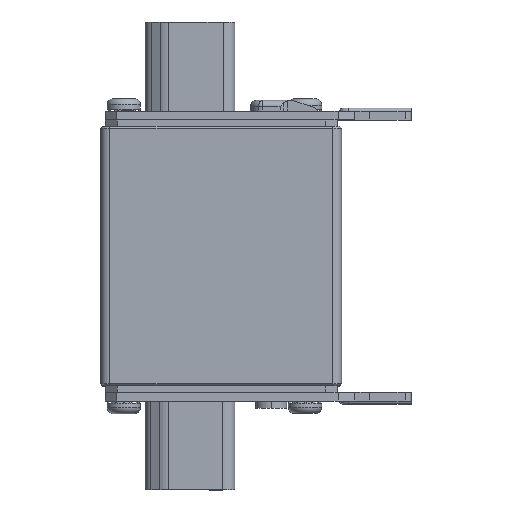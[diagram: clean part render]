
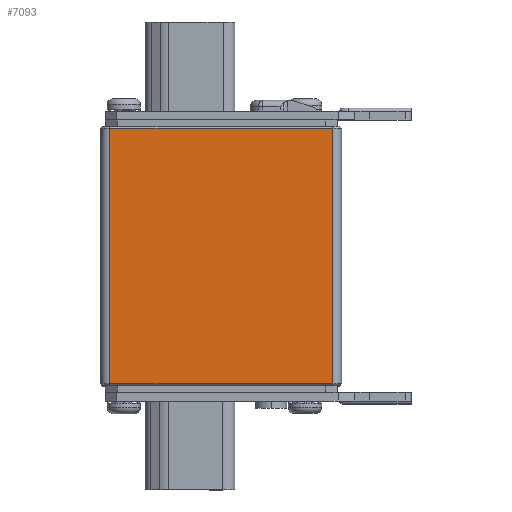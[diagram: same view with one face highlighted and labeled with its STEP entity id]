
A CAD part, top view. The second image highlights one B-rep face of the part: STEP entity #7093.
In plain terms, the highlighted planar face has unit normal (0, 0, 1).
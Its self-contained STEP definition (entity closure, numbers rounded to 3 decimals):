
#444 = CARTESIAN_POINT ( 'NONE',  ( 18.75, 21.85, 10.25 ) ) ;
#481 = VERTEX_POINT ( 'NONE', #4580 ) ;
#696 = CARTESIAN_POINT ( 'NONE',  ( -18.75, 21.85, 10.25 ) ) ;
#826 = LINE ( 'NONE', #444, #13109 ) ;
#1117 = ORIENTED_EDGE ( 'NONE', *, *, #3941, .T. ) ;
#1819 = EDGE_CURVE ( 'NONE', #2565, #481, #10681, .T. ) ;
#2199 = DIRECTION ( 'NONE',  ( 0., 0., -1. ) ) ;
#2565 = VERTEX_POINT ( 'NONE', #8785 ) ;
#2630 = CARTESIAN_POINT ( 'NONE',  ( -18.75, 21.5, 10.25 ) ) ;
#2717 = EDGE_CURVE ( 'NONE', #15240, #2565, #14240, .T. ) ;
#3018 = ORIENTED_EDGE ( 'NONE', *, *, #3859, .T. ) ;
#3859 = EDGE_CURVE ( 'NONE', #12238, #15240, #14213, .T. ) ;
#3941 = EDGE_CURVE ( 'NONE', #481, #12238, #826, .T. ) ;
#4202 = ORIENTED_EDGE ( 'NONE', *, *, #2717, .T. ) ;
#4375 = EDGE_LOOP ( 'NONE', ( #4202, #6972, #1117, #3018 ) ) ;
#4438 = AXIS2_PLACEMENT_3D ( 'NONE', #4510, #2199, #10532 ) ;
#4510 = CARTESIAN_POINT ( 'NONE',  ( -20.25, 21.85, 10.25 ) ) ;
#4580 = CARTESIAN_POINT ( 'NONE',  ( 18.75, -21.5, 10.25 ) ) ;
#5136 = VECTOR ( 'NONE', #9773, 1000. ) ;
#6972 = ORIENTED_EDGE ( 'NONE', *, *, #1819, .T. ) ;
#7053 = FACE_OUTER_BOUND ( 'NONE', #4375, .T. ) ;
#7093 = ADVANCED_FACE ( 'NONE', ( #7053 ), #9344, .F. ) ;
#7603 = DIRECTION ( 'NONE',  ( 0., 1., 0. ) ) ;
#8447 = CARTESIAN_POINT ( 'NONE',  ( 18.75, 21.5, 10.25 ) ) ;
#8785 = CARTESIAN_POINT ( 'NONE',  ( -18.75, -21.5, 10.25 ) ) ;
#9334 = CARTESIAN_POINT ( 'NONE',  ( -20.25, -21.5, 10.25 ) ) ;
#9344 = PLANE ( 'NONE',  #4438 ) ;
#9773 = DIRECTION ( 'NONE',  ( -1., 0., 0. ) ) ;
#9954 = VECTOR ( 'NONE', #11770, 1000. ) ;
#10224 = DIRECTION ( 'NONE',  ( 0., -1., 0. ) ) ;
#10532 = DIRECTION ( 'NONE',  ( -1., 0., 0. ) ) ;
#10681 = LINE ( 'NONE', #9334, #9954 ) ;
#11471 = VECTOR ( 'NONE', #10224, 1000. ) ;
#11770 = DIRECTION ( 'NONE',  ( 1., 0., 0. ) ) ;
#12238 = VERTEX_POINT ( 'NONE', #8447 ) ;
#13109 = VECTOR ( 'NONE', #7603, 1000. ) ;
#14213 = LINE ( 'NONE', #2630, #5136 ) ;
#14240 = LINE ( 'NONE', #696, #11471 ) ;
#14573 = CARTESIAN_POINT ( 'NONE',  ( -18.75, 21.5, 10.25 ) ) ;
#15240 = VERTEX_POINT ( 'NONE', #14573 ) ;
